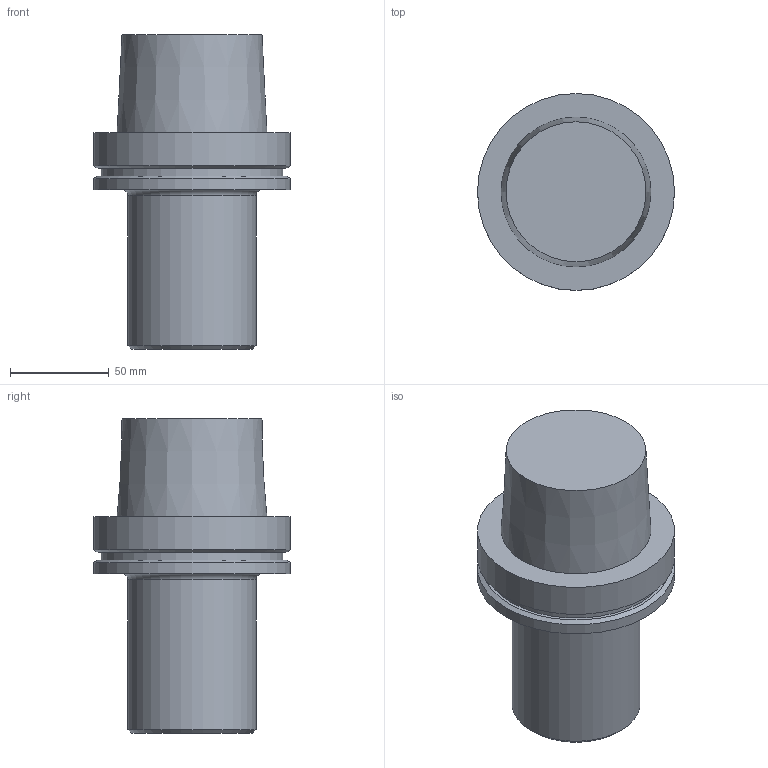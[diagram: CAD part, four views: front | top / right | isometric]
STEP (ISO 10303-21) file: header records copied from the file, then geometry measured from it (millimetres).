
FILE_DESCRIPTION(/* description */ ('3-D model version:1'),/* implementation_level */ '2;1');
FILE_NAME(/* name */ '392.41027-10040110A',/* time_stamp */ '2016-12-02T13:50:24',/* author */ ('InteractiveCad'),/* organization */ ('AB Sandvik Coromant'),/* preprocessor_version */ 'ST-DEVELOPER v11',/* originating_system */ 'SIEMENS UGS NX 6.0',/* authorization */ '');
FILE_SCHEMA(('AUTOMOTIVE_DESIGN'));
Length unit declared in the file: millimetre
Products named in the file (1): ds68B49C4it9
Bounding box: 99.93 x 99.93 x 159.85 mm (x, y, z)
Volume: 702183.5 mm3; surface area: 53466.5 mm2
Topology: 1 solids, 1 shells, 15 faces, 23 edges, 14 vertices
Faces by surface type: plane 6, cone 4, cylinder 4, torus 1
Full cylindrical faces by diameter (mm): 65 x1, 91.95 x1, 99.93 x2
Entity records: 332 total; most frequent: DIRECTION 66, CARTESIAN_POINT 47, AXIS2_PLACEMENT_3D 33, EDGE_LOOP 28, ORIENTED_EDGE 28, FACE_BOUND 26, ADVANCED_FACE 15, VERTEX_POINT 14
